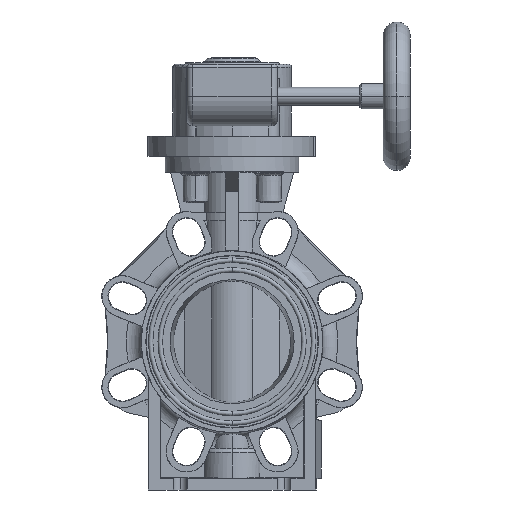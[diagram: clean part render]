
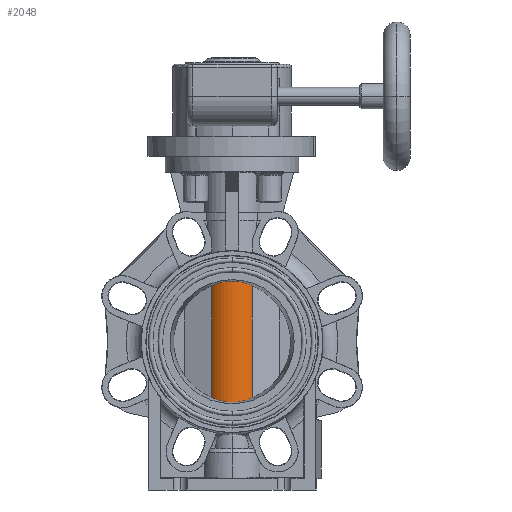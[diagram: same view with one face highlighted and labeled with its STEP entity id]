
A CAD part, front view. The second image highlights one B-rep face of the part: STEP entity #2048.
In plain terms, the highlighted cylindrical face has radius 18.05 mm (diameter 36.1 mm), a partial arc.
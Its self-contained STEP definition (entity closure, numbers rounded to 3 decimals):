
#2048=ADVANCED_FACE('',(#4292),#4293,.T.);
#4292=FACE_OUTER_BOUND('',#6758,.T.);
#4293=CYLINDRICAL_SURFACE('',#6759,18.05);
#6758=EDGE_LOOP('',(#12884,#12885,#12886,#12887,#12888,#12889));
#6759=AXIS2_PLACEMENT_3D('',#12890,#12891,#12892);
#12884=ORIENTED_EDGE('',*,*,#16838,.T.);
#12885=ORIENTED_EDGE('',*,*,#16843,.T.);
#12886=ORIENTED_EDGE('',*,*,#16841,.T.);
#12887=ORIENTED_EDGE('',*,*,#16844,.T.);
#12888=ORIENTED_EDGE('',*,*,#16845,.F.);
#12889=ORIENTED_EDGE('',*,*,#16846,.T.);
#12890=CARTESIAN_POINT('',(0.0,0.0,-125.6));
#12891=DIRECTION('',(0.0,0.0,1.0));
#12892=DIRECTION('',(-1.0,0.0,0.0));
#16838=EDGE_CURVE('',#21497,#21495,#21498,.T.);
#16841=EDGE_CURVE('',#21490,#21500,#21502,.T.);
#16843=EDGE_CURVE('',#21495,#21490,#21504,.T.);
#16844=EDGE_CURVE('',#21500,#21505,#21506,.T.);
#16845=EDGE_CURVE('',#21507,#21505,#21508,.T.);
#16846=EDGE_CURVE('',#21507,#21497,#21509,.T.);
#21490=VERTEX_POINT('',#28167);
#21495=VERTEX_POINT('',#28172);
#21497=VERTEX_POINT('',#28174);
#21498=B_SPLINE_CURVE_WITH_KNOTS('',3,(#28175,#28176,#28177,#28178,#28179,#28180,#28181,#28182,#28183),.UNSPECIFIED.,.F.,.F.,(4,1,1,1,1,1,4),(0.0,2.779,5.318,7.91,10.576,13.25,15.869),.UNSPECIFIED.);
#21500=VERTEX_POINT('',#28186);
#21502=B_SPLINE_CURVE_WITH_KNOTS('',3,(#28189,#28190,#28191,#28192,#28193,#28194,#28195,#28196,#28197),.UNSPECIFIED.,.F.,.F.,(4,1,1,1,1,1,4),(0.0,2.619,5.293,7.96,10.551,13.09,15.869),.UNSPECIFIED.);
#21504=LINE('',#28199,#28200);
#21505=VERTEX_POINT('',#28201);
#21506=B_SPLINE_CURVE_WITH_KNOTS('',3,(#28202,#28203,#28204,#28205,#28206,#28207,#28208,#28209,#28210),.UNSPECIFIED.,.F.,.F.,(4,1,1,1,1,1,4),(0.0,2.761,5.296,7.899,10.574,13.253,15.869),.UNSPECIFIED.);
#21507=VERTEX_POINT('',#28211);
#21508=LINE('',#28212,#28213);
#21509=B_SPLINE_CURVE_WITH_KNOTS('',3,(#28214,#28215,#28216,#28217,#28218,#28219,#28220,#28221,#28222),.UNSPECIFIED.,.F.,.F.,(4,1,1,1,1,1,4),(0.0,2.617,5.295,7.97,10.573,13.108,15.869),.UNSPECIFIED.);
#28167=CARTESIAN_POINT('',(13.666,-11.792,37.763));
#28172=CARTESIAN_POINT('',(13.666,-11.792,-37.763));
#28174=CARTESIAN_POINT('',(0.,-18.05,-40.873));
#28175=CARTESIAN_POINT('',(0.,-18.05,-40.873));
#28176=CARTESIAN_POINT('',(0.926,-18.05,-40.873));
#28177=CARTESIAN_POINT('',(2.703,-17.912,-40.796));
#28178=CARTESIAN_POINT('',(5.264,-17.328,-40.475));
#28179=CARTESIAN_POINT('',(7.658,-16.413,-39.983));
#28180=CARTESIAN_POINT('',(9.907,-15.162,-39.337));
#28181=CARTESIAN_POINT('',(11.938,-13.617,-38.58));
#28182=CARTESIAN_POINT('',(13.124,-12.42,-38.036));
#28183=CARTESIAN_POINT('',(13.666,-11.792,-37.763));
#28186=CARTESIAN_POINT('',(0.,-18.05,40.873));
#28189=CARTESIAN_POINT('',(13.666,-11.792,37.763));
#28190=CARTESIAN_POINT('',(13.124,-12.42,38.036));
#28191=CARTESIAN_POINT('',(11.938,-13.617,38.58));
#28192=CARTESIAN_POINT('',(9.907,-15.162,39.337));
#28193=CARTESIAN_POINT('',(7.658,-16.412,39.983));
#28194=CARTESIAN_POINT('',(5.264,-17.327,40.475));
#28195=CARTESIAN_POINT('',(2.703,-17.912,40.796));
#28196=CARTESIAN_POINT('',(0.927,-18.05,40.873));
#28197=CARTESIAN_POINT('',(0.,-18.05,40.873));
#28199=CARTESIAN_POINT('',(13.666,-11.792,-37.763));
#28200=VECTOR('',#32636,75.527);
#28201=CARTESIAN_POINT('',(-13.666,-11.792,37.763));
#28202=CARTESIAN_POINT('',(0.,-18.05,40.873));
#28203=CARTESIAN_POINT('',(-0.92,-18.05,40.873));
#28204=CARTESIAN_POINT('',(-2.69,-17.914,40.797));
#28205=CARTESIAN_POINT('',(-5.248,-17.333,40.477));
#28206=CARTESIAN_POINT('',(-7.648,-16.418,39.986));
#28207=CARTESIAN_POINT('',(-9.905,-15.164,39.338));
#28208=CARTESIAN_POINT('',(-11.938,-13.617,38.58));
#28209=CARTESIAN_POINT('',(-13.124,-12.419,38.035));
#28210=CARTESIAN_POINT('',(-13.666,-11.792,37.763));
#28211=CARTESIAN_POINT('',(-13.666,-11.792,-37.763));
#28212=CARTESIAN_POINT('',(-13.666,-11.792,-37.763));
#28213=VECTOR('',#32637,75.527);
#28214=CARTESIAN_POINT('',(-13.666,-11.792,-37.763));
#28215=CARTESIAN_POINT('',(-13.124,-12.419,-38.035));
#28216=CARTESIAN_POINT('',(-11.938,-13.617,-38.58));
#28217=CARTESIAN_POINT('',(-9.905,-15.164,-39.338));
#28218=CARTESIAN_POINT('',(-7.648,-16.418,-39.986));
#28219=CARTESIAN_POINT('',(-5.248,-17.333,-40.477));
#28220=CARTESIAN_POINT('',(-2.69,-17.914,-40.797));
#28221=CARTESIAN_POINT('',(-0.92,-18.05,-40.873));
#28222=CARTESIAN_POINT('',(0.,-18.05,-40.873));
#32636=DIRECTION('',(0.0,0.0,1.0));
#32637=DIRECTION('',(0.0,0.,1.0));
